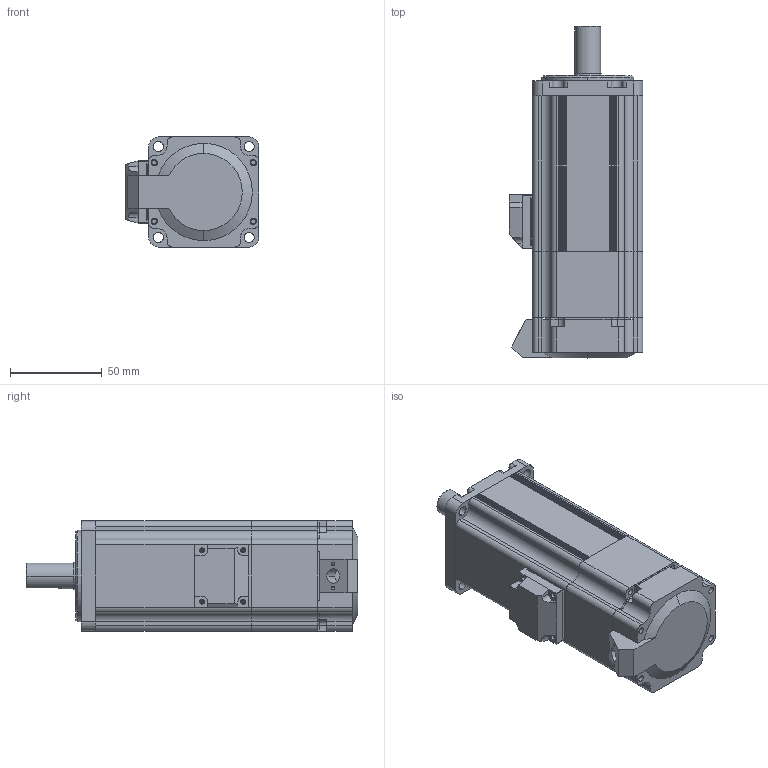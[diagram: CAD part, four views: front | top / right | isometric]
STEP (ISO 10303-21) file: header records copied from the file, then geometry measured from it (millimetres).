
FILE_DESCRIPTION (( 'STEP AP203' ), '1' );
FILE_NAME ('MS6H-60C30BZ1-20P4.STEP', '2019-10-21T06:47:28', ( '' ), ( '' ), 'SwSTEP 2.0', 'SolidWorks 2016', '' );
FILE_SCHEMA (( 'CONFIG_CONTROL_DESIGN' ));
Length unit declared in the file: millimetre
Products named in the file (1): MS6H-60C30BZ1-20P4
Bounding box: 72.8 x 181 x 60 mm (x, y, z)
Surface area: 54279.2 mm2 (no closed solid volume)
Topology: 0 solids, 36 shells, 377 faces, 1300 edges, 960 vertices
Faces by surface type: cylinder 223, plane 134, cone 12, torus 6, sphere 2
Entity records: 14459 total; most frequent: CARTESIAN_POINT 2887, DIRECTION 2598, ORIENTED_EDGE 2007, EDGE_CURVE 1300, VERTEX_POINT 960, AXIS2_PLACEMENT_3D 951, LINE 696, VECTOR 696
